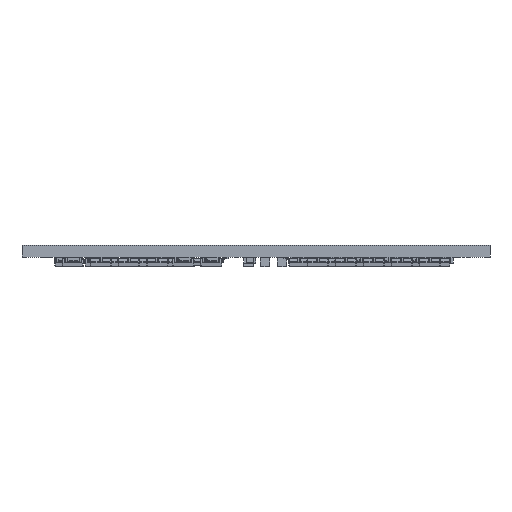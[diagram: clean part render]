
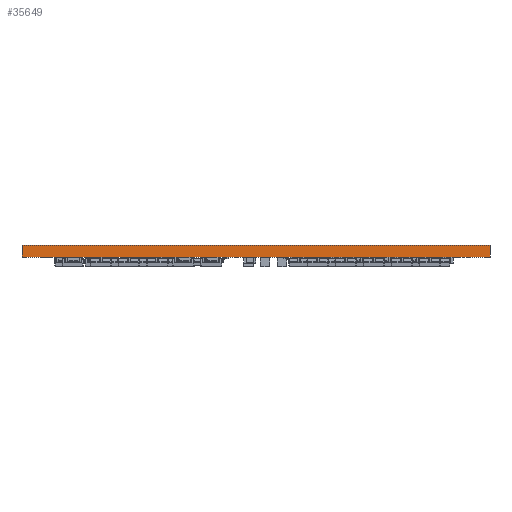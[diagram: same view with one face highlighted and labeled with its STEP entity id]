
A CAD part, front view. The second image highlights one B-rep face of the part: STEP entity #35649.
In plain terms, the highlighted planar face has unit normal (0, -1, 0).
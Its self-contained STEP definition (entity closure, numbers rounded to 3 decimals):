
#27943 = PLANE('',#27944);
#27944 = AXIS2_PLACEMENT_3D('',#27945,#27946,#27947);
#27945 = CARTESIAN_POINT('',(32.,0.,0.));
#27946 = DIRECTION('',(0.,0.,1.));
#27947 = DIRECTION('',(1.,0.,-0.));
#27971 = PLANE('',#27972);
#27972 = AXIS2_PLACEMENT_3D('',#27973,#27974,#27975);
#27973 = CARTESIAN_POINT('',(63.8,-31.8,0.));
#27974 = DIRECTION('',(-1.,0.,0.));
#27975 = DIRECTION('',(0.,1.,0.));
#27999 = PLANE('',#28000);
#28000 = AXIS2_PLACEMENT_3D('',#28001,#28002,#28003);
#28001 = CARTESIAN_POINT('',(32.,0.,1.6));
#28002 = DIRECTION('',(0.,0.,1.));
#28003 = DIRECTION('',(1.,0.,-0.));
#28039 = VERTEX_POINT('',#28040);
#28040 = CARTESIAN_POINT('',(63.8,-31.8,0.));
#29998 = VERTEX_POINT('',#29999);
#29999 = CARTESIAN_POINT('',(0.2,-31.8,0.));
#30013 = PLANE('',#30014);
#30014 = AXIS2_PLACEMENT_3D('',#30015,#30016,#30017);
#30015 = CARTESIAN_POINT('',(0.2,-26.478,0.));
#30016 = DIRECTION('',(1.,0.,-0.));
#30017 = DIRECTION('',(0.,-1.,0.));
#30025 = EDGE_CURVE('',#29998,#28039,#30026,.T.);
#30026 = SURFACE_CURVE('',#30027,(#30031,#30038),.PCURVE_S1.);
#30027 = LINE('',#30028,#30029);
#30028 = CARTESIAN_POINT('',(0.2,-31.8,0.));
#30029 = VECTOR('',#30030,1.);
#30030 = DIRECTION('',(1.,0.,0.));
#30031 = PCURVE('',#27943,#30032);
#30032 = DEFINITIONAL_REPRESENTATION('',(#30033),#30037);
#30033 = LINE('',#30034,#30035);
#30034 = CARTESIAN_POINT('',(-31.8,-31.8));
#30035 = VECTOR('',#30036,1.);
#30036 = DIRECTION('',(1.,0.));
#30037 = ( GEOMETRIC_REPRESENTATION_CONTEXT(2) 
PARAMETRIC_REPRESENTATION_CONTEXT() REPRESENTATION_CONTEXT('2D SPACE',''
  ) );
#30038 = PCURVE('',#30039,#30044);
#30039 = PLANE('',#30040);
#30040 = AXIS2_PLACEMENT_3D('',#30041,#30042,#30043);
#30041 = CARTESIAN_POINT('',(0.2,-31.8,0.));
#30042 = DIRECTION('',(0.,1.,0.));
#30043 = DIRECTION('',(1.,0.,0.));
#30044 = DEFINITIONAL_REPRESENTATION('',(#30045),#30049);
#30045 = LINE('',#30046,#30047);
#30046 = CARTESIAN_POINT('',(0.,0.));
#30047 = VECTOR('',#30048,1.);
#30048 = DIRECTION('',(1.,0.));
#30049 = ( GEOMETRIC_REPRESENTATION_CONTEXT(2) 
PARAMETRIC_REPRESENTATION_CONTEXT() REPRESENTATION_CONTEXT('2D SPACE',''
  ) );
#32211 = VERTEX_POINT('',#32212);
#32212 = CARTESIAN_POINT('',(63.8,-31.8,1.6));
#33812 = VERTEX_POINT('',#33813);
#33813 = CARTESIAN_POINT('',(0.2,-31.8,1.6));
#33834 = EDGE_CURVE('',#33812,#32211,#33835,.T.);
#33835 = SURFACE_CURVE('',#33836,(#33840,#33847),.PCURVE_S1.);
#33836 = LINE('',#33837,#33838);
#33837 = CARTESIAN_POINT('',(0.2,-31.8,1.6));
#33838 = VECTOR('',#33839,1.);
#33839 = DIRECTION('',(1.,0.,0.));
#33840 = PCURVE('',#27999,#33841);
#33841 = DEFINITIONAL_REPRESENTATION('',(#33842),#33846);
#33842 = LINE('',#33843,#33844);
#33843 = CARTESIAN_POINT('',(-31.8,-31.8));
#33844 = VECTOR('',#33845,1.);
#33845 = DIRECTION('',(1.,0.));
#33846 = ( GEOMETRIC_REPRESENTATION_CONTEXT(2) 
PARAMETRIC_REPRESENTATION_CONTEXT() REPRESENTATION_CONTEXT('2D SPACE',''
  ) );
#33847 = PCURVE('',#30039,#33848);
#33848 = DEFINITIONAL_REPRESENTATION('',(#33849),#33853);
#33849 = LINE('',#33850,#33851);
#33850 = CARTESIAN_POINT('',(0.,-1.6));
#33851 = VECTOR('',#33852,1.);
#33852 = DIRECTION('',(1.,0.));
#33853 = ( GEOMETRIC_REPRESENTATION_CONTEXT(2) 
PARAMETRIC_REPRESENTATION_CONTEXT() REPRESENTATION_CONTEXT('2D SPACE',''
  ) );
#35626 = EDGE_CURVE('',#28039,#32211,#35627,.T.);
#35627 = SURFACE_CURVE('',#35628,(#35632,#35639),.PCURVE_S1.);
#35628 = LINE('',#35629,#35630);
#35629 = CARTESIAN_POINT('',(63.8,-31.8,0.));
#35630 = VECTOR('',#35631,1.);
#35631 = DIRECTION('',(0.,0.,1.));
#35632 = PCURVE('',#27971,#35633);
#35633 = DEFINITIONAL_REPRESENTATION('',(#35634),#35638);
#35634 = LINE('',#35635,#35636);
#35635 = CARTESIAN_POINT('',(0.,0.));
#35636 = VECTOR('',#35637,1.);
#35637 = DIRECTION('',(0.,-1.));
#35638 = ( GEOMETRIC_REPRESENTATION_CONTEXT(2) 
PARAMETRIC_REPRESENTATION_CONTEXT() REPRESENTATION_CONTEXT('2D SPACE',''
  ) );
#35639 = PCURVE('',#30039,#35640);
#35640 = DEFINITIONAL_REPRESENTATION('',(#35641),#35645);
#35641 = LINE('',#35642,#35643);
#35642 = CARTESIAN_POINT('',(63.6,0.));
#35643 = VECTOR('',#35644,1.);
#35644 = DIRECTION('',(0.,-1.));
#35645 = ( GEOMETRIC_REPRESENTATION_CONTEXT(2) 
PARAMETRIC_REPRESENTATION_CONTEXT() REPRESENTATION_CONTEXT('2D SPACE',''
  ) );
#35649 = ADVANCED_FACE('',(#35650),#30039,.F.);
#35650 = FACE_BOUND('',#35651,.F.);
#35651 = EDGE_LOOP('',(#35652,#35673,#35674,#35675));
#35652 = ORIENTED_EDGE('',*,*,#35653,.T.);
#35653 = EDGE_CURVE('',#29998,#33812,#35654,.T.);
#35654 = SURFACE_CURVE('',#35655,(#35659,#35666),.PCURVE_S1.);
#35655 = LINE('',#35656,#35657);
#35656 = CARTESIAN_POINT('',(0.2,-31.8,0.));
#35657 = VECTOR('',#35658,1.);
#35658 = DIRECTION('',(0.,0.,1.));
#35659 = PCURVE('',#30039,#35660);
#35660 = DEFINITIONAL_REPRESENTATION('',(#35661),#35665);
#35661 = LINE('',#35662,#35663);
#35662 = CARTESIAN_POINT('',(0.,0.));
#35663 = VECTOR('',#35664,1.);
#35664 = DIRECTION('',(0.,-1.));
#35665 = ( GEOMETRIC_REPRESENTATION_CONTEXT(2) 
PARAMETRIC_REPRESENTATION_CONTEXT() REPRESENTATION_CONTEXT('2D SPACE',''
  ) );
#35666 = PCURVE('',#30013,#35667);
#35667 = DEFINITIONAL_REPRESENTATION('',(#35668),#35672);
#35668 = LINE('',#35669,#35670);
#35669 = CARTESIAN_POINT('',(5.323,0.));
#35670 = VECTOR('',#35671,1.);
#35671 = DIRECTION('',(0.,-1.));
#35672 = ( GEOMETRIC_REPRESENTATION_CONTEXT(2) 
PARAMETRIC_REPRESENTATION_CONTEXT() REPRESENTATION_CONTEXT('2D SPACE',''
  ) );
#35673 = ORIENTED_EDGE('',*,*,#33834,.T.);
#35674 = ORIENTED_EDGE('',*,*,#35626,.F.);
#35675 = ORIENTED_EDGE('',*,*,#30025,.F.);
